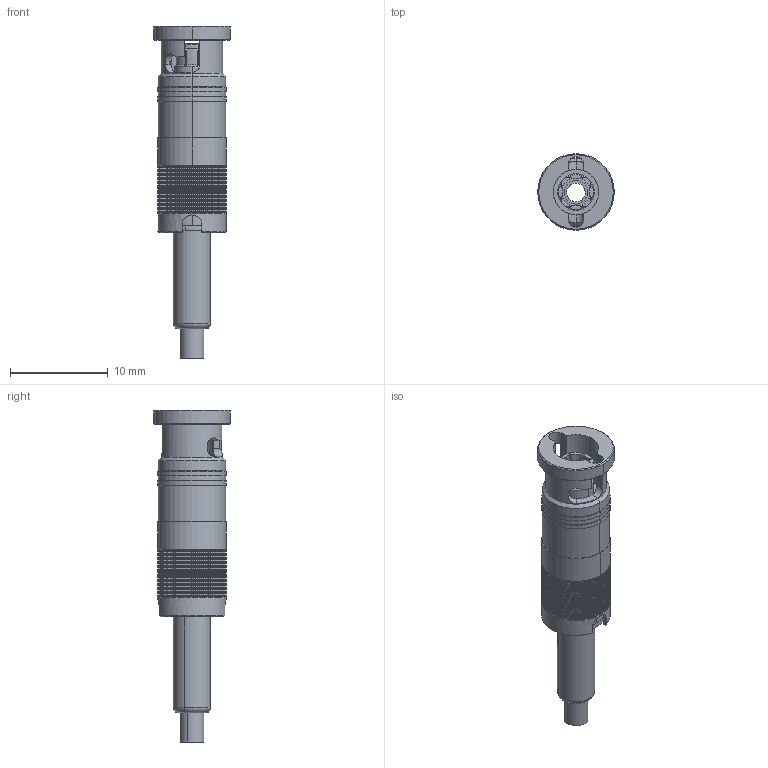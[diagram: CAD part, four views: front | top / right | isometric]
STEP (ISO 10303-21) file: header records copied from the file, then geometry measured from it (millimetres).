
FILE_DESCRIPTION (( 'STEP AP214' ), '1' );
FILE_NAME ('67-005-B3-AA.STEP', '2024-07-30T09:21:58', ( '' ), ( '' ), 'SwSTEP 2.0', 'SolidWorks 2023', '' );
FILE_SCHEMA (( 'AUTOMOTIVE_DESIGN' ));
Products named in the file (1): 67-005-B3-AA
Bounding box: 7.82 x 7.82 x 33.95 mm (x, y, z)
Surface area: 1284.8 mm2 (no closed solid volume)
Topology: 0 solids, 7 shells, 6370 faces, 13010 edges, 6645 vertices
Faces by surface type: cone 2534, plane 2527, cylinder 1307, torus 2
Entity records: 164438 total; most frequent: CARTESIAN_POINT 41256, ORIENTED_EDGE 25923, DIRECTION 24733, EDGE_CURVE 13010, AXIS2_PLACEMENT_3D 10398, VERTEX_POINT 6645, EDGE_LOOP 6383, FACE_OUTER_BOUND 6370
